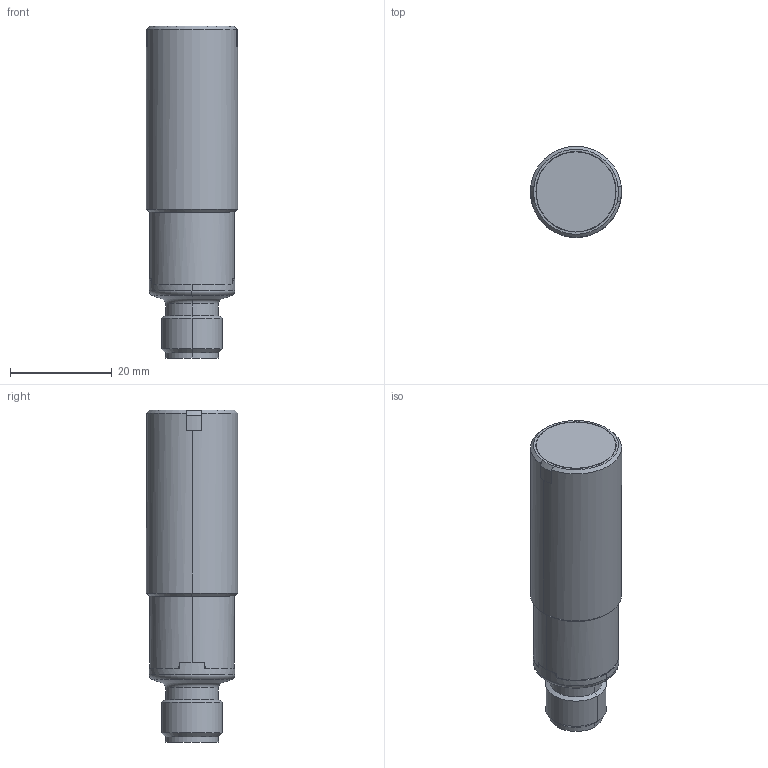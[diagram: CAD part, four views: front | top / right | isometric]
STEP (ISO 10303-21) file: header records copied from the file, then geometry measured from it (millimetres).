
FILE_DESCRIPTION((''),'2;1');
FILE_NAME('019','2021-02-01T14:43:40',('axu'),(''),'CREO PARAMETRIC BY PTC INC, 2019292','CREO PARAMETRIC BY PTC INC, 2019292','');
FILE_SCHEMA(('CONFIG_CONTROL_DESIGN','SHAPE_APPEARANCE_LAYERS_GROUPS'));
Length unit declared in the file: millimetre
Products named in the file (1): 019
Bounding box: 17.88 x 17.88 x 65.1 mm (x, y, z)
Volume: 13385 mm3; surface area: 7763 mm2
Topology: 1 solids, 1 shells, 162 faces, 426 edges, 278 vertices
Faces by surface type: cylinder 63, plane 56, cone 26, bspline 8, torus 7, sphere 2
Entity records: 7231 total; most frequent: CARTESIAN_POINT 1183, DIRECTION 879, ORIENTED_EDGE 832, EDGE_CURVE 416, AXIS2_PLACEMENT_3D 350, FILL_AREA_STYLE_COLOUR 310, FILL_AREA_STYLE 310, SURFACE_STYLE_FILL_AREA 310
